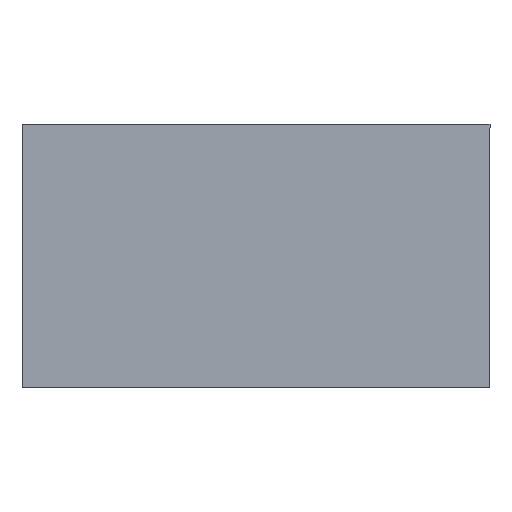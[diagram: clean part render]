
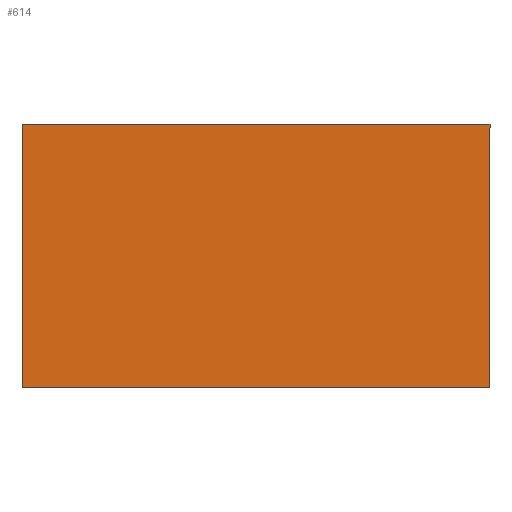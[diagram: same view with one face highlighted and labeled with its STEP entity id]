
A CAD part, front view. The second image highlights one B-rep face of the part: STEP entity #614.
In plain terms, the highlighted face is planar.
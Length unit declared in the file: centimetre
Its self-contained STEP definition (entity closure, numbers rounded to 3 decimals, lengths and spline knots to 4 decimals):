
#30=FACE_OUTER_BOUND('',#64,.T.);
#64=EDGE_LOOP('',(#431,#432,#433,#434));
#109=LINE('',#882,#193);
#111=LINE('',#886,#195);
#112=LINE('',#888,#196);
#113=LINE('',#889,#197);
#193=VECTOR('',#717,0.1);
#195=VECTOR('',#721,0.1);
#196=VECTOR('',#722,0.1);
#197=VECTOR('',#723,0.1);
#273=VERTEX_POINT('',#879);
#274=VERTEX_POINT('',#881);
#275=VERTEX_POINT('',#885);
#276=VERTEX_POINT('',#887);
#333=EDGE_CURVE('',#274,#273,#109,.T.);
#335=EDGE_CURVE('',#273,#275,#111,.T.);
#336=EDGE_CURVE('',#276,#275,#112,.T.);
#337=EDGE_CURVE('',#274,#276,#113,.T.);
#431=ORIENTED_EDGE('',*,*,#335,.T.);
#432=ORIENTED_EDGE('',*,*,#336,.F.);
#433=ORIENTED_EDGE('',*,*,#337,.F.);
#434=ORIENTED_EDGE('',*,*,#333,.T.);
#574=PLANE('',#653);
#614=ADVANCED_FACE('',(#30),#574,.F.);
#653=AXIS2_PLACEMENT_3D('',#884,#719,#720);
#717=DIRECTION('',(-1.,0.,0.));
#719=DIRECTION('center_axis',(0.,0.,-1.));
#720=DIRECTION('ref_axis',(-1.,0.,0.));
#721=DIRECTION('',(0.,-1.,0.));
#722=DIRECTION('',(-1.,0.,0.));
#723=DIRECTION('',(0.,-1.,0.));
#879=CARTESIAN_POINT('',(-0.04,0.0225,0.08));
#881=CARTESIAN_POINT('',(0.04,0.0225,0.08));
#882=CARTESIAN_POINT('',(0.04,0.0225,0.08));
#884=CARTESIAN_POINT('Origin',(0.04,0.0225,0.08));
#885=CARTESIAN_POINT('',(-0.04,-0.0225,0.08));
#886=CARTESIAN_POINT('',(-0.04,0.0225,0.08));
#887=CARTESIAN_POINT('',(0.04,-0.0225,0.08));
#888=CARTESIAN_POINT('',(0.04,-0.0225,0.08));
#889=CARTESIAN_POINT('',(0.04,0.0225,0.08));
